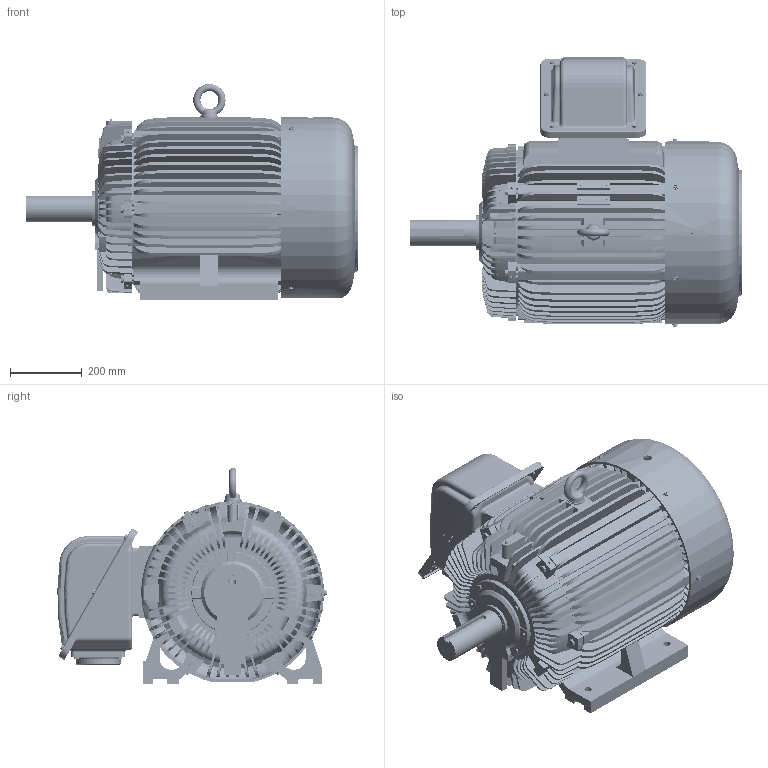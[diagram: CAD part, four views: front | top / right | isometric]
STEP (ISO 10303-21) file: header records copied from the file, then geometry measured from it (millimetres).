
FILE_DESCRIPTION(('CATIA V5 STEP Exchange'),'2;1');
FILE_NAME('404T-H_AllCATPart.stp','2012-08-30T02:47:38+00:00',('none'),('none'),'CATIA Version 5 Release 19 SP 9 (IN-10)','CATIA V5 STEP AP203','none');
FILE_SCHEMA(('CONFIG_CONTROL_DESIGN'));
Products named in the file (1): 404T-H_AllCATPart
Bounding box: 924.92 x 750.16 x 602 mm (x, y, z)
Volume: 37745549.5 mm3; surface area: 6788864.2 mm2
Topology: 53 solids, 53 shells, 4739 faces, 13012 edges, 8455 vertices
Faces by surface type: plane 1556, cylinder 1040, torus 1020, cone 795, bspline 292, sphere 28, revolution 8
Entity records: 164994 total; most frequent: CARTESIAN_POINT 63319, ORIENTED_EDGE 25912, EDGE_CURVE 12956, DIRECTION 12947, VERTEX_POINT 8455, AXIS2_PLACEMENT_3D 6610, EDGE_LOOP 5151, ADVANCED_FACE 4739
